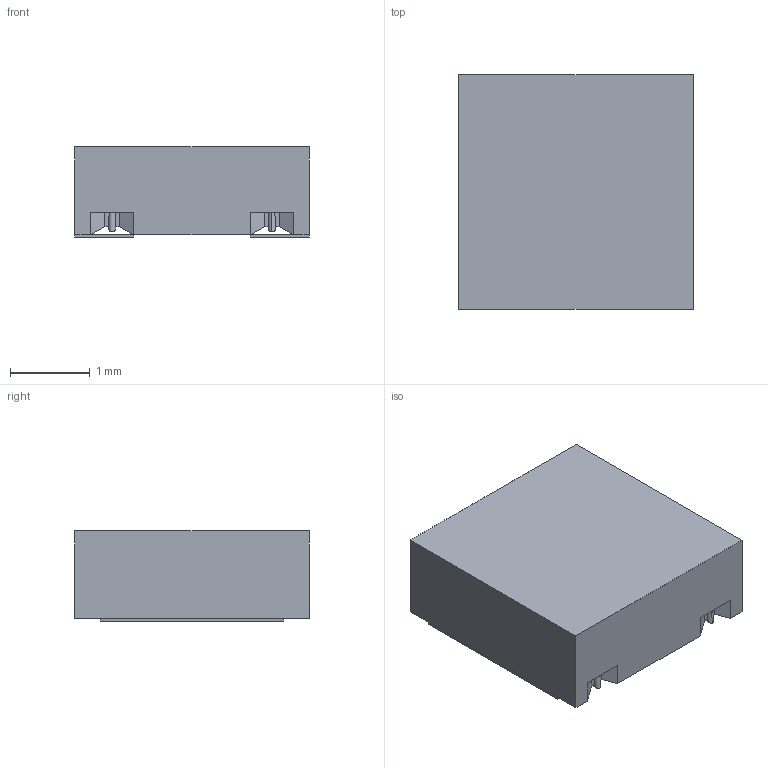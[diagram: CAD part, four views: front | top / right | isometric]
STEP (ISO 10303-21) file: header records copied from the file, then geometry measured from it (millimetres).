
FILE_DESCRIPTION (( 'STEP AP214' ), '1' );
FILE_NAME ('IFSC-1111AB-01.STEP', '2014-06-27T15:16:08', ( '' ), ( '' ), 'SwSTEP 2.0', 'SolidWorks 2014', '' );
FILE_SCHEMA (( 'AUTOMOTIVE_DESIGN' ));
Length unit declared in the file: inch
Products named in the file (1): IFSC-1111AB-01
Bounding box: 2.94 x 2.94 x 1.13 mm (x, y, z)
Volume: 9.4 mm3; surface area: 37.9 mm2
Topology: 3 solids, 3 shells, 52 faces, 121 edges, 75 vertices
Faces by surface type: plane 46, cylinder 6
Entity records: 2173 total; most frequent: CARTESIAN_POINT 294, ORIENTED_EDGE 242, DIRECTION 216, EDGE_CURVE 121, LINE 104, VECTOR 104, VERTEX_POINT 75, UNCERTAINTY_MEASURE_WITH_UNIT 57
